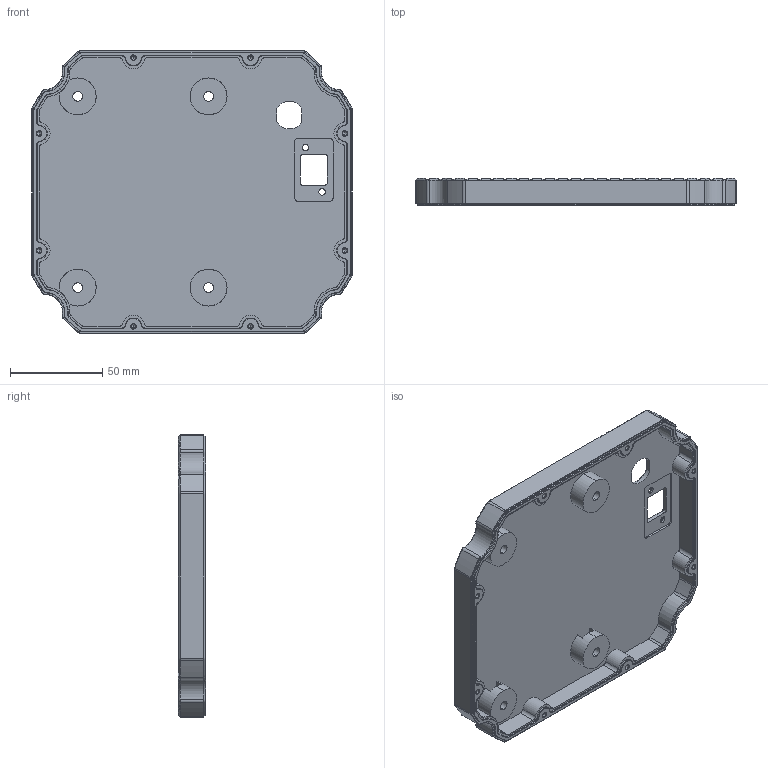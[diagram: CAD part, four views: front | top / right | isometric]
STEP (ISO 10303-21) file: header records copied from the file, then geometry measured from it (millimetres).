
FILE_DESCRIPTION (( 'STEP AP214' ), '1' );
FILE_NAME ('201336_driver.STEP', '2018-12-12T04:25:02', ( '' ), ( '' ), 'SwSTEP 2.0', 'SolidWorks 2011', '' );
FILE_SCHEMA (( 'AUTOMOTIVE_DESIGN' ));
Length unit declared in the file: millimetre
Products named in the file (1): 201336_driver
Bounding box: 173.99 x 14.72 x 153.74 mm (x, y, z)
Volume: 132655.4 mm3; surface area: 72341.3 mm2
Topology: 1 solids, 1 shells, 656 faces, 1745 edges, 1089 vertices
Faces by surface type: cylinder 248, plane 228, cone 180
Entity records: 20584 total; most frequent: DIRECTION 3704, CARTESIAN_POINT 3617, ORIENTED_EDGE 3458, EDGE_CURVE 1729, AXIS2_PLACEMENT_3D 1360, VERTEX_POINT 1089, LINE 984, VECTOR 984
